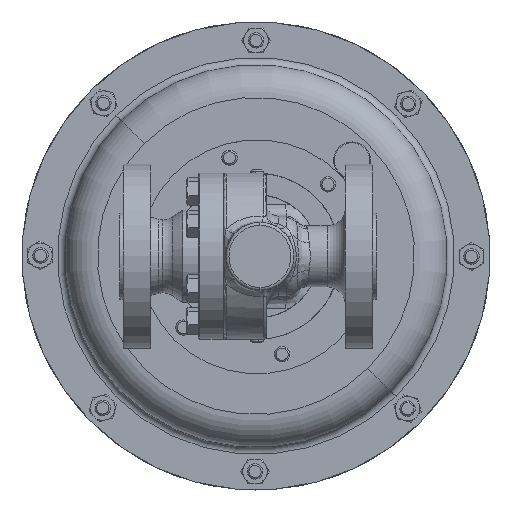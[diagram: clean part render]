
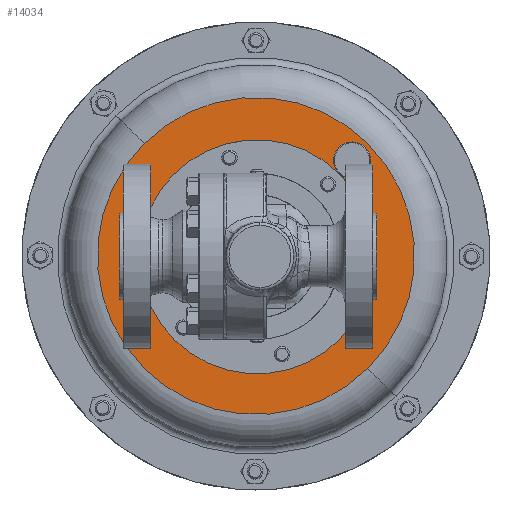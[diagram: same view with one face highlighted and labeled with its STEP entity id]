
A CAD part, front view. The second image highlights one B-rep face of the part: STEP entity #14034.
In plain terms, the highlighted planar face has unit normal (0, -1, 0).
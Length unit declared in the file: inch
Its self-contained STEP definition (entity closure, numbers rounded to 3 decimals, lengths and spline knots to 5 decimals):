
#58 = DIRECTION ( 'NONE',  ( -0.713, 0., 0.701 ) ) ;
#355 = AXIS2_PLACEMENT_3D ( 'NONE', #22450, #16284, #979 ) ;
#557 = CARTESIAN_POINT ( 'NONE',  ( 2.79174, 10.77637, 6.18804 ) ) ;
#593 = VERTEX_POINT ( 'NONE', #12311 ) ;
#624 = VERTEX_POINT ( 'NONE', #13987 ) ;
#645 = CARTESIAN_POINT ( 'NONE',  ( 2.55278, 10.77637, 2.5673 ) ) ;
#763 = CIRCLE ( 'NONE', #21060, 0.375 ) ;
#979 = DIRECTION ( 'NONE',  ( -0.705, 0., 0.709 ) ) ;
#1001 = ORIENTED_EDGE ( 'NONE', *, *, #16311, .F. ) ;
#1627 = DIRECTION ( 'NONE',  ( -0.705, 0., 0.709 ) ) ;
#1934 = CARTESIAN_POINT ( 'NONE',  ( 2.79174, 10.77637, 6.18804 ) ) ;
#2298 = DIRECTION ( 'NONE',  ( -0.61, 0., 0.792 ) ) ;
#2321 = VERTEX_POINT ( 'NONE', #10963 ) ;
#2406 = DIRECTION ( 'NONE',  ( 0., 1., 0. ) ) ;
#3095 = EDGE_CURVE ( 'NONE', #5823, #5667, #12662, .T. ) ;
#3236 = ORIENTED_EDGE ( 'NONE', *, *, #21227, .F. ) ;
#3277 = ORIENTED_EDGE ( 'NONE', *, *, #3095, .T. ) ;
#3539 = ORIENTED_EDGE ( 'NONE', *, *, #20407, .T. ) ;
#3701 = DIRECTION ( 'NONE',  ( -0.61, 0., 0.792 ) ) ;
#4149 = FACE_OUTER_BOUND ( 'NONE', #15712, .T. ) ;
#4621 = FACE_BOUND ( 'NONE', #7270, .T. ) ;
#4622 = ORIENTED_EDGE ( 'NONE', *, *, #8722, .T. ) ;
#4679 = CARTESIAN_POINT ( 'NONE',  ( 0.85883, 10.77637, 4.23198 ) ) ;
#5196 = PLANE ( 'NONE',  #20665 ) ;
#5667 = VERTEX_POINT ( 'NONE', #645 ) ;
#5800 = AXIS2_PLACEMENT_3D ( 'NONE', #4679, #16804, #6485 ) ;
#5823 = VERTEX_POINT ( 'NONE', #8095 ) ;
#6485 = DIRECTION ( 'NONE',  ( -0.713, 0., 0.701 ) ) ;
#6592 = CIRCLE ( 'NONE', #20158, 2.375 ) ;
#6623 = EDGE_CURVE ( 'NONE', #9058, #624, #12348, .T. ) ;
#7049 = DIRECTION ( 'NONE',  ( 0.705, 0., -0.709 ) ) ;
#7270 = EDGE_LOOP ( 'NONE', ( #17271, #3539, #14134, #3277, #4622, #17453 ) ) ;
#8095 = CARTESIAN_POINT ( 'NONE',  ( 2.53139, 10.77637, 5.91815 ) ) ;
#8126 = EDGE_CURVE ( 'NONE', #593, #5823, #763, .T. ) ;
#8458 = CIRCLE ( 'NONE', #17622, 2.375 ) ;
#8722 = EDGE_CURVE ( 'NONE', #5667, #2321, #6592, .T. ) ;
#8862 = EDGE_CURVE ( 'NONE', #2321, #9058, #8458, .T. ) ;
#9058 = VERTEX_POINT ( 'NONE', #16855 ) ;
#9081 = DIRECTION ( 'NONE',  ( 0., 1., 0. ) ) ;
#9505 = VERTEX_POINT ( 'NONE', #10129 ) ;
#10129 = CARTESIAN_POINT ( 'NONE',  ( -1.4282, 10.77637, 6.52949 ) ) ;
#10540 = DIRECTION ( 'NONE',  ( 0., 1., 0. ) ) ;
#10914 = VERTEX_POINT ( 'NONE', #15283 ) ;
#10963 = CARTESIAN_POINT ( 'NONE',  ( -0.83512, 10.77637, 5.89666 ) ) ;
#11235 = AXIS2_PLACEMENT_3D ( 'NONE', #1934, #14113, #3701 ) ;
#11422 = CIRCLE ( 'NONE', #355, 3.219 ) ;
#12061 = DIRECTION ( 'NONE',  ( 0., 1., 0. ) ) ;
#12148 = CARTESIAN_POINT ( 'NONE',  ( 3.12414, 10.77637, 6.5189 ) ) ;
#12311 = CARTESIAN_POINT ( 'NONE',  ( 3.02065, 10.77637, 5.89102 ) ) ;
#12348 = CIRCLE ( 'NONE', #16558, 0.375 ) ;
#12662 = CIRCLE ( 'NONE', #5800, 2.375 ) ;
#12731 = DIRECTION ( 'NONE',  ( 0., 1., 0. ) ) ;
#12832 = CARTESIAN_POINT ( 'NONE',  ( 0.85883, 10.77637, 4.23198 ) ) ;
#13415 = AXIS2_PLACEMENT_3D ( 'NONE', #22575, #12061, #1627 ) ;
#13987 = CARTESIAN_POINT ( 'NONE',  ( 2.56283, 10.77637, 6.48507 ) ) ;
#14034 = ADVANCED_FACE ( 'NONE', ( #4149, #4621 ), #5196, .T. ) ;
#14113 = DIRECTION ( 'NONE',  ( 0., 1., 0. ) ) ;
#14134 = ORIENTED_EDGE ( 'NONE', *, *, #8126, .T. ) ;
#14589 = DIRECTION ( 'NONE',  ( -0.713, 0., 0.701 ) ) ;
#15283 = CARTESIAN_POINT ( 'NONE',  ( 3.11356, 10.77637, 1.96656 ) ) ;
#15712 = EDGE_LOOP ( 'NONE', ( #1001, #3236 ) ) ;
#16284 = DIRECTION ( 'NONE',  ( 0., 1., 0. ) ) ;
#16311 = EDGE_CURVE ( 'NONE', #9505, #10914, #11422, .T. ) ;
#16558 = AXIS2_PLACEMENT_3D ( 'NONE', #557, #12731, #2298 ) ;
#16804 = DIRECTION ( 'NONE',  ( 0., 1., 0. ) ) ;
#16855 = CARTESIAN_POINT ( 'NONE',  ( 2.52497, 10.77637, 5.92449 ) ) ;
#17271 = ORIENTED_EDGE ( 'NONE', *, *, #6623, .T. ) ;
#17397 = DIRECTION ( 'NONE',  ( 0., -1., 0. ) ) ;
#17453 = ORIENTED_EDGE ( 'NONE', *, *, #8862, .T. ) ;
#17622 = AXIS2_PLACEMENT_3D ( 'NONE', #12832, #2406, #14589 ) ;
#19473 = CARTESIAN_POINT ( 'NONE',  ( 2.79174, 10.77637, 6.18804 ) ) ;
#20158 = AXIS2_PLACEMENT_3D ( 'NONE', #21008, #10540, #58 ) ;
#20401 = CIRCLE ( 'NONE', #11235, 0.375 ) ;
#20407 = EDGE_CURVE ( 'NONE', #624, #593, #20401, .T. ) ;
#20665 = AXIS2_PLACEMENT_3D ( 'NONE', #12148, #17397, #7049 ) ;
#21008 = CARTESIAN_POINT ( 'NONE',  ( 0.85883, 10.77637, 4.23198 ) ) ;
#21013 = CIRCLE ( 'NONE', #13415, 3.219 ) ;
#21060 = AXIS2_PLACEMENT_3D ( 'NONE', #19473, #9081, #21263 ) ;
#21227 = EDGE_CURVE ( 'NONE', #10914, #9505, #21013, .T. ) ;
#21263 = DIRECTION ( 'NONE',  ( -0.61, 0., 0.792 ) ) ;
#22450 = CARTESIAN_POINT ( 'NONE',  ( 0.84268, 10.77637, 4.24803 ) ) ;
#22575 = CARTESIAN_POINT ( 'NONE',  ( 0.84268, 10.77637, 4.24803 ) ) ;
